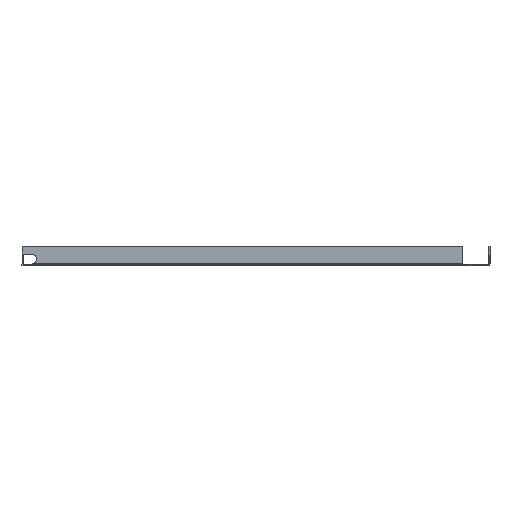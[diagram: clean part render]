
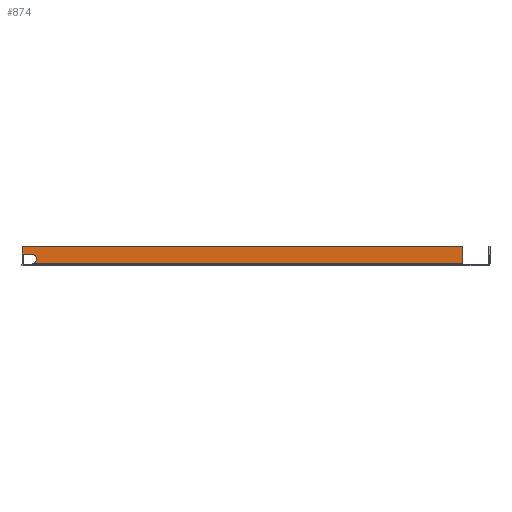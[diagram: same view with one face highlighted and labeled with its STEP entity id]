
A CAD part, left-side view. The second image highlights one B-rep face of the part: STEP entity #874.
In plain terms, the highlighted planar face has unit normal (-1, 0, 0).
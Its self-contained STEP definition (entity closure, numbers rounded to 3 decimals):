
#305 = CARTESIAN_POINT ( 'NONE',  ( -765.5, 299., 13. ) ) ;
#410 = CARTESIAN_POINT ( 'NONE',  ( -765.5, 299., 23. ) ) ;
#411 = DIRECTION ( 'NONE',  ( 0., 0., 1. ) ) ;
#413 = DIRECTION ( 'NONE',  ( -1., 0., 0. ) ) ;
#415 = PLANE ( 'NONE',  #1909 ) ;
#423 = CARTESIAN_POINT ( 'NONE',  ( -765.5, 287., 6.5 ) ) ;
#535 = DIRECTION ( 'NONE',  ( 0., -1., 0. ) ) ;
#537 = CARTESIAN_POINT ( 'NONE',  ( -765.5, 287., 13. ) ) ;
#538 = DIRECTION ( 'NONE',  ( 0., 0., -1. ) ) ;
#539 = CARTESIAN_POINT ( 'NONE',  ( -765.5, 299., 6.5 ) ) ;
#541 = DIRECTION ( 'NONE',  ( 0., 1., 0. ) ) ;
#542 = CARTESIAN_POINT ( 'NONE',  ( -765.5, 287., 23. ) ) ;
#544 = DIRECTION ( 'NONE',  ( 0., 0., 1. ) ) ;
#555 = CARTESIAN_POINT ( 'NONE',  ( -765.5, -266., 6.5 ) ) ;
#559 = DIRECTION ( 'NONE',  ( 0., 0., 1. ) ) ;
#560 = DIRECTION ( 'NONE',  ( 1., 0., 0. ) ) ;
#561 = CARTESIAN_POINT ( 'NONE',  ( -765.5, 287., 6.5 ) ) ;
#574 = CARTESIAN_POINT ( 'NONE',  ( -765.5, 287., 1. ) ) ;
#578 = DIRECTION ( 'NONE',  ( 0., -1., 0. ) ) ;
#750 = EDGE_CURVE ( 'NONE', #1390, #1445, #1563, .T. ) ;
#752 = EDGE_CURVE ( 'NONE', #1539, #1390, #1284, .T. ) ;
#758 = EDGE_CURVE ( 'NONE', #1445, #1428, #1278, .T. ) ;
#759 = EDGE_CURVE ( 'NONE', #1428, #1357, #1273, .T. ) ;
#760 = EDGE_CURVE ( 'NONE', #1357, #1286, #1271, .T. ) ;
#761 = EDGE_CURVE ( 'NONE', #1286, #1539, #1269, .T. ) ;
#874 = ADVANCED_FACE ( 'NONE', ( #1086 ), #415, .T. ) ;
#939 = CARTESIAN_POINT ( 'NONE',  ( -765.5, -266., 23. ) ) ;
#942 = CARTESIAN_POINT ( 'NONE',  ( -765.5, 287., 13. ) ) ;
#953 = CARTESIAN_POINT ( 'NONE',  ( -765.5, -266., 1. ) ) ;
#962 = CARTESIAN_POINT ( 'NONE',  ( -765.5, 283.536, 1. ) ) ;
#1086 = FACE_OUTER_BOUND ( 'NONE', #1606, .T. ) ;
#1266 = VECTOR ( 'NONE', #535, 1000. ) ;
#1268 = VECTOR ( 'NONE', #538, 1000. ) ;
#1269 = LINE ( 'NONE', #537, #1266 ) ;
#1270 = VECTOR ( 'NONE', #541, 1000. ) ;
#1271 = LINE ( 'NONE', #539, #1268 ) ;
#1272 = VECTOR ( 'NONE', #544, 1000. ) ;
#1273 = LINE ( 'NONE', #542, #1270 ) ;
#1278 = LINE ( 'NONE', #555, #1272 ) ;
#1284 = CIRCLE ( 'NONE', #1856, 6.5 ) ;
#1286 = VERTEX_POINT ( 'NONE', #305 ) ;
#1357 = VERTEX_POINT ( 'NONE', #410 ) ;
#1390 = VERTEX_POINT ( 'NONE', #962 ) ;
#1428 = VERTEX_POINT ( 'NONE', #939 ) ;
#1445 = VERTEX_POINT ( 'NONE', #953 ) ;
#1509 = VECTOR ( 'NONE', #578, 1000. ) ;
#1539 = VERTEX_POINT ( 'NONE', #942 ) ;
#1563 = LINE ( 'NONE', #574, #1509 ) ;
#1606 = EDGE_LOOP ( 'NONE', ( #1723, #1716, #1708, #1827, #1771, #1840 ) ) ;
#1708 = ORIENTED_EDGE ( 'NONE', *, *, #758, .T. ) ;
#1716 = ORIENTED_EDGE ( 'NONE', *, *, #750, .T. ) ;
#1723 = ORIENTED_EDGE ( 'NONE', *, *, #752, .T. ) ;
#1771 = ORIENTED_EDGE ( 'NONE', *, *, #760, .T. ) ;
#1827 = ORIENTED_EDGE ( 'NONE', *, *, #759, .T. ) ;
#1840 = ORIENTED_EDGE ( 'NONE', *, *, #761, .T. ) ;
#1856 = AXIS2_PLACEMENT_3D ( 'NONE', #561, #560, #559 ) ;
#1909 = AXIS2_PLACEMENT_3D ( 'NONE', #423, #413, #411 ) ;
